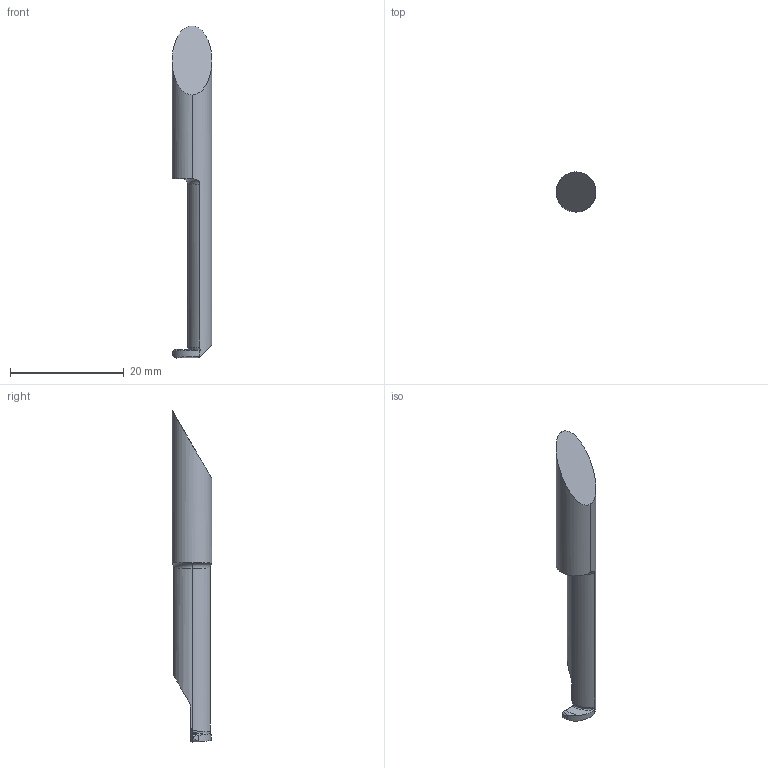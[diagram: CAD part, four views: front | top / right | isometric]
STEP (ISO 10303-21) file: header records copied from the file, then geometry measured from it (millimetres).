
FILE_DESCRIPTION(/* description */ (''),/* implementation_level */ '2;1');
FILE_NAME(/* name */ '1530532504795.stp',/* time_stamp */ '2018-07-02T13:55:11+02:00',/* author */ (''),/* organization */ ('SMS'),/* preprocessor_version */ 'ST-DEVELOPER v15',/* originating_system */ 'SIEMENS PLM Software NX 8.5',/* authorisation */ '');
FILE_SCHEMA (('AUTOMOTIVE_DESIGN { 1 0 10303 214 3 1 1 1 }'));
Length unit declared in the file: millimetre
Products named in the file (1): ASSEMBLY_CONSTRUCTION
Bounding box: 7 x 7 x 58.31 mm (x, y, z)
Volume: 1350.4 mm3; surface area: 1064.2 mm2
Topology: 2 solids, 2 shells, 29 faces, 73 edges, 51 vertices
Faces by surface type: plane 11, cylinder 9, bspline 5, torus 2, cone 2
Entity records: 1439 total; most frequent: CARTESIAN_POINT 761, ORIENTED_EDGE 144, DIRECTION 103, EDGE_CURVE 72, VERTEX_POINT 47, AXIS2_PLACEMENT_3D 38, ADVANCED_FACE 29, FACE_OUTER_BOUND 29
